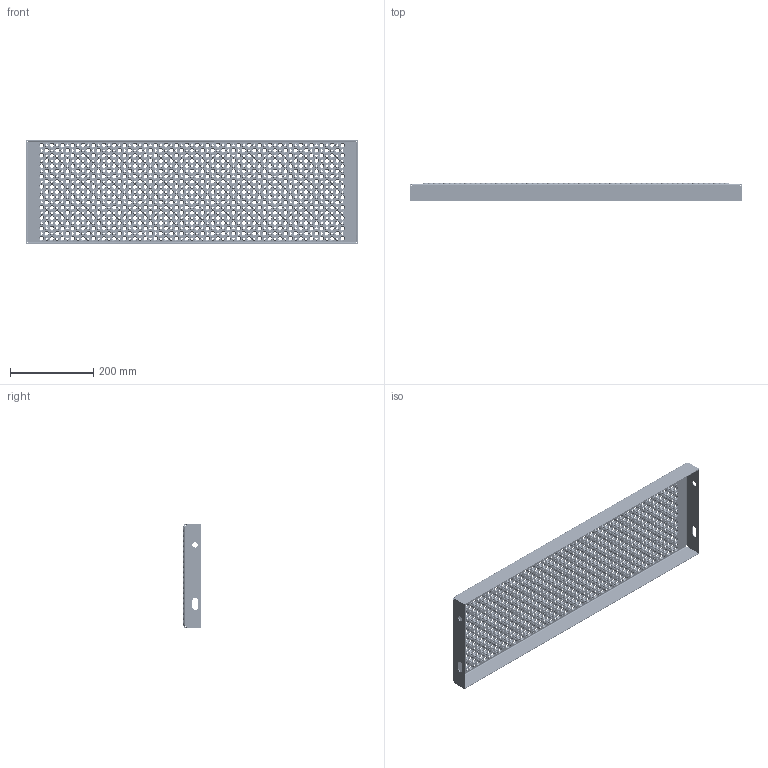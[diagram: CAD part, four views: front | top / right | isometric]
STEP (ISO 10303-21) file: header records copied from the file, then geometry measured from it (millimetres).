
FILE_DESCRIPTION (( 'STEP AP214' ), '1' );
FILE_NAME ('OPTIMO-Tread-O2-800x250x45x2-AISI304-F120214100.STEP', '2021-02-10T08:42:12', ( '' ), ( '' ), 'SwSTEP 2.0', 'SolidWorks 2021', '' );
FILE_SCHEMA (( 'AUTOMOTIVE_DESIGN' ));
Length unit declared in the file: millimetre
Products named in the file (1): OPTIMO-Tread-O2-800x250x45x2-AISI304-F120214100
Bounding box: 800 x 45 x 250 mm (x, y, z)
Volume: 563380 mm3; surface area: 601737 mm2
Topology: 1 solids, 1 shells, 7909 faces, 18084 edges, 11298 vertices
Faces by surface type: cone 4484, cylinder 2270, plane 1147, bspline 8
Entity records: 230994 total; most frequent: DIRECTION 45106, CARTESIAN_POINT 37884, ORIENTED_EDGE 36168, AXIS2_PLACEMENT_3D 19152, EDGE_CURVE 18084, VERTEX_POINT 11298, EDGE_LOOP 11280, CIRCLE 11250
